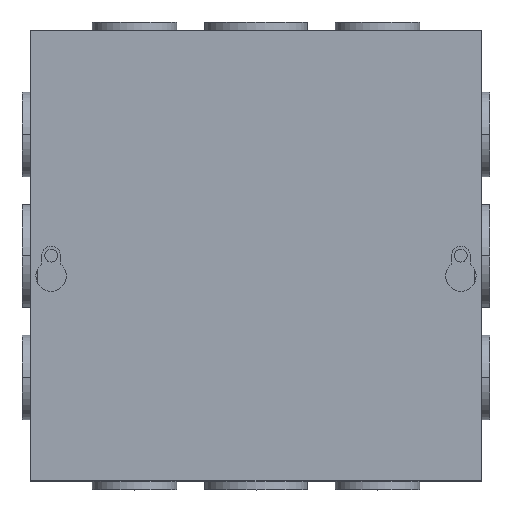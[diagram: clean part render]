
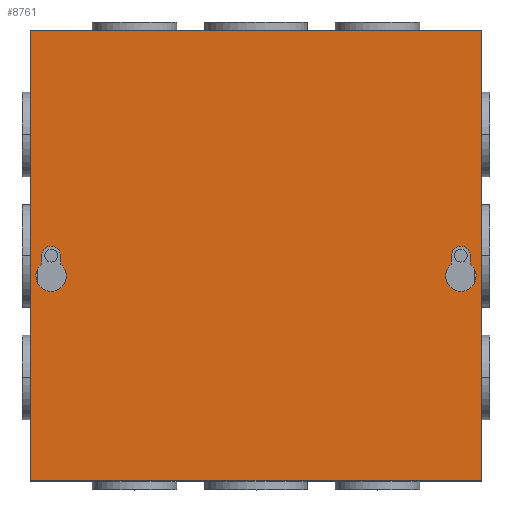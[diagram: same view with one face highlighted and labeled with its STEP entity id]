
A CAD part, top view. The second image highlights one B-rep face of the part: STEP entity #8761.
In plain terms, the highlighted planar face has unit normal (0, 0, 1).
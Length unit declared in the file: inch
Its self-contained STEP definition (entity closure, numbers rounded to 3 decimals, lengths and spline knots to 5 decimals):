
#33 = VECTOR ( 'NONE', #4184, 39.37008 ) ;
#52 = ORIENTED_EDGE ( 'NONE', *, *, #8825, .T. ) ;
#125 = VECTOR ( 'NONE', #2547, 39.37008 ) ;
#258 = VERTEX_POINT ( 'NONE', #4377 ) ;
#311 = CARTESIAN_POINT ( 'NONE',  ( 2.855, 0., 4.057 ) ) ;
#348 = DIRECTION ( 'NONE',  ( 1., 0., 0. ) ) ;
#428 = CARTESIAN_POINT ( 'NONE',  ( -3., -3., 4.057 ) ) ;
#468 = LINE ( 'NONE', #6341, #3921 ) ;
#479 = CARTESIAN_POINT ( 'NONE',  ( -2.605, 0., 4.057 ) ) ;
#502 = EDGE_CURVE ( 'NONE', #5555, #8858, #468, .T. ) ;
#582 = FACE_BOUND ( 'NONE', #3462, .T. ) ;
#589 = VERTEX_POINT ( 'NONE', #1792 ) ;
#680 = ORIENTED_EDGE ( 'NONE', *, *, #4007, .T. ) ;
#793 = EDGE_CURVE ( 'NONE', #8983, #7713, #6779, .T. ) ;
#806 = ORIENTED_EDGE ( 'NONE', *, *, #4430, .T. ) ;
#910 = DIRECTION ( 'NONE',  ( 1., 0., 0. ) ) ;
#969 = DIRECTION ( 'NONE',  ( 0., 0., -1. ) ) ;
#995 = ORIENTED_EDGE ( 'NONE', *, *, #3859, .T. ) ;
#1010 = CARTESIAN_POINT ( 'NONE',  ( -2.605, -0.11205, 4.057 ) ) ;
#1028 = VECTOR ( 'NONE', #7616, 39.37008 ) ;
#1043 = DIRECTION ( 'NONE',  ( 0., 0., -1. ) ) ;
#1249 = DIRECTION ( 'NONE',  ( 1., 0., 0. ) ) ;
#1370 = PLANE ( 'NONE',  #9099 ) ;
#1460 = AXIS2_PLACEMENT_3D ( 'NONE', #2745, #5745, #3438 ) ;
#1556 = AXIS2_PLACEMENT_3D ( 'NONE', #8948, #6627, #1249 ) ;
#1558 = CARTESIAN_POINT ( 'NONE',  ( -2.933, -0.272, 4.057 ) ) ;
#1597 = LINE ( 'NONE', #4607, #1028 ) ;
#1613 = DIRECTION ( 'NONE',  ( 0., -1., 0. ) ) ;
#1665 = CIRCLE ( 'NONE', #3879, 0.125 ) ;
#1780 = VERTEX_POINT ( 'NONE', #311 ) ;
#1792 = CARTESIAN_POINT ( 'NONE',  ( 2.527, -0.272, 4.057 ) ) ;
#1800 = LINE ( 'NONE', #428, #33 ) ;
#1943 = AXIS2_PLACEMENT_3D ( 'NONE', #3274, #8550, #6235 ) ;
#2027 = CARTESIAN_POINT ( 'NONE',  ( -2.73, -0.272, 4.057 ) ) ;
#2029 = VERTEX_POINT ( 'NONE', #6212 ) ;
#2057 = LINE ( 'NONE', #5116, #6103 ) ;
#2128 = ORIENTED_EDGE ( 'NONE', *, *, #5546, .T. ) ;
#2307 = CARTESIAN_POINT ( 'NONE',  ( 2.855, -3., 4.057 ) ) ;
#2378 = DIRECTION ( 'NONE',  ( 0., -1., 0. ) ) ;
#2382 = ORIENTED_EDGE ( 'NONE', *, *, #793, .T. ) ;
#2383 = CARTESIAN_POINT ( 'NONE',  ( 3., -3., 4.057 ) ) ;
#2468 = VERTEX_POINT ( 'NONE', #5361 ) ;
#2547 = DIRECTION ( 'NONE',  ( 1., 0., 0. ) ) ;
#2554 = AXIS2_PLACEMENT_3D ( 'NONE', #2027, #2773, #9584 ) ;
#2588 = DIRECTION ( 'NONE',  ( 0., 0., -1. ) ) ;
#2620 = ORIENTED_EDGE ( 'NONE', *, *, #8714, .T. ) ;
#2623 = EDGE_CURVE ( 'NONE', #6562, #5555, #4174, .T. ) ;
#2722 = EDGE_LOOP ( 'NONE', ( #680, #6329, #806, #4975, #2128, #5283 ) ) ;
#2745 = CARTESIAN_POINT ( 'NONE',  ( 2.73, -0.272, 4.057 ) ) ;
#2773 = DIRECTION ( 'NONE',  ( 0., 0., -1. ) ) ;
#2809 = AXIS2_PLACEMENT_3D ( 'NONE', #9048, #8302, #6549 ) ;
#2849 = ORIENTED_EDGE ( 'NONE', *, *, #7674, .T. ) ;
#2854 = DIRECTION ( 'NONE',  ( 1., 0., 0. ) ) ;
#3050 = CARTESIAN_POINT ( 'NONE',  ( -2.855, 0., 4.057 ) ) ;
#3274 = CARTESIAN_POINT ( 'NONE',  ( 2.73, -0.272, 4.057 ) ) ;
#3298 = DIRECTION ( 'NONE',  ( 0., 1., 0. ) ) ;
#3380 = CARTESIAN_POINT ( 'NONE',  ( -2.73, 0., 4.057 ) ) ;
#3438 = DIRECTION ( 'NONE',  ( 1., 0., 0. ) ) ;
#3462 = EDGE_LOOP ( 'NONE', ( #2382, #6075, #995, #7008, #52, #2849 ) ) ;
#3600 = CARTESIAN_POINT ( 'NONE',  ( -3., -3., 4.057 ) ) ;
#3608 = CIRCLE ( 'NONE', #1556, 0.125 ) ;
#3619 = CARTESIAN_POINT ( 'NONE',  ( -2.855, -0.11205, 4.057 ) ) ;
#3701 = EDGE_CURVE ( 'NONE', #9025, #2029, #4621, .T. ) ;
#3819 = CIRCLE ( 'NONE', #7924, 0.203 ) ;
#3859 = EDGE_CURVE ( 'NONE', #6852, #7573, #8865, .T. ) ;
#3879 = AXIS2_PLACEMENT_3D ( 'NONE', #3380, #2588, #910 ) ;
#3921 = VECTOR ( 'NONE', #5740, 39.37008 ) ;
#3941 = LINE ( 'NONE', #2307, #6975 ) ;
#3945 = EDGE_CURVE ( 'NONE', #7713, #6852, #3819, .T. ) ;
#3970 = VERTEX_POINT ( 'NONE', #3050 ) ;
#3989 = DIRECTION ( 'NONE',  ( 1., 0., 0. ) ) ;
#4007 = EDGE_CURVE ( 'NONE', #1780, #9025, #3941, .T. ) ;
#4012 = CARTESIAN_POINT ( 'NONE',  ( 2.73, -0.272, 4.057 ) ) ;
#4174 = LINE ( 'NONE', #6400, #125 ) ;
#4181 = EDGE_CURVE ( 'NONE', #6331, #6562, #1800, .T. ) ;
#4184 = DIRECTION ( 'NONE',  ( 0., -1., 0. ) ) ;
#4377 = CARTESIAN_POINT ( 'NONE',  ( 2.605, -0.11205, 4.057 ) ) ;
#4430 = EDGE_CURVE ( 'NONE', #2029, #589, #4928, .T. ) ;
#4607 = CARTESIAN_POINT ( 'NONE',  ( 2.605, -3., 4.057 ) ) ;
#4621 = CIRCLE ( 'NONE', #1943, 0.203 ) ;
#4674 = CARTESIAN_POINT ( 'NONE',  ( -2.855, -3., 4.057 ) ) ;
#4928 = CIRCLE ( 'NONE', #1460, 0.203 ) ;
#4975 = ORIENTED_EDGE ( 'NONE', *, *, #8033, .T. ) ;
#5114 = VERTEX_POINT ( 'NONE', #3619 ) ;
#5116 = CARTESIAN_POINT ( 'NONE',  ( -3., 3., 4.057 ) ) ;
#5196 = ORIENTED_EDGE ( 'NONE', *, *, #2623, .T. ) ;
#5283 = ORIENTED_EDGE ( 'NONE', *, *, #9661, .T. ) ;
#5361 = CARTESIAN_POINT ( 'NONE',  ( 2.605, 0., 4.057 ) ) ;
#5546 = EDGE_CURVE ( 'NONE', #258, #2468, #1597, .T. ) ;
#5555 = VERTEX_POINT ( 'NONE', #2383 ) ;
#5691 = ORIENTED_EDGE ( 'NONE', *, *, #4181, .T. ) ;
#5740 = DIRECTION ( 'NONE',  ( 0., 1., 0. ) ) ;
#5745 = DIRECTION ( 'NONE',  ( 0., 0., -1. ) ) ;
#6075 = ORIENTED_EDGE ( 'NONE', *, *, #3945, .T. ) ;
#6103 = VECTOR ( 'NONE', #8082, 39.37008 ) ;
#6212 = CARTESIAN_POINT ( 'NONE',  ( 2.933, -0.272, 4.057 ) ) ;
#6235 = DIRECTION ( 'NONE',  ( 1., 0., 0. ) ) ;
#6329 = ORIENTED_EDGE ( 'NONE', *, *, #3701, .T. ) ;
#6331 = VERTEX_POINT ( 'NONE', #8310 ) ;
#6341 = CARTESIAN_POINT ( 'NONE',  ( 3., -3., 4.057 ) ) ;
#6400 = CARTESIAN_POINT ( 'NONE',  ( -3., -3., 4.057 ) ) ;
#6433 = ORIENTED_EDGE ( 'NONE', *, *, #502, .T. ) ;
#6549 = DIRECTION ( 'NONE',  ( 1., 0., 0. ) ) ;
#6557 = EDGE_LOOP ( 'NONE', ( #6433, #2620, #5691, #5196 ) ) ;
#6562 = VERTEX_POINT ( 'NONE', #8556 ) ;
#6610 = DIRECTION ( 'NONE',  ( 0., 0., 1. ) ) ;
#6627 = DIRECTION ( 'NONE',  ( 0., 0., -1. ) ) ;
#6650 = FACE_BOUND ( 'NONE', #2722, .T. ) ;
#6779 = LINE ( 'NONE', #9237, #9116 ) ;
#6852 = VERTEX_POINT ( 'NONE', #7605 ) ;
#6975 = VECTOR ( 'NONE', #1613, 39.37008 ) ;
#7008 = ORIENTED_EDGE ( 'NONE', *, *, #9169, .T. ) ;
#7351 = FACE_OUTER_BOUND ( 'NONE', #6557, .T. ) ;
#7530 = VECTOR ( 'NONE', #3298, 39.37008 ) ;
#7573 = VERTEX_POINT ( 'NONE', #1558 ) ;
#7605 = CARTESIAN_POINT ( 'NONE',  ( -2.527, -0.272, 4.057 ) ) ;
#7616 = DIRECTION ( 'NONE',  ( 0., 1., 0. ) ) ;
#7674 = EDGE_CURVE ( 'NONE', #3970, #8983, #1665, .T. ) ;
#7713 = VERTEX_POINT ( 'NONE', #1010 ) ;
#7739 = CARTESIAN_POINT ( 'NONE',  ( -2.73, -0.272, 4.057 ) ) ;
#7783 = LINE ( 'NONE', #4674, #7530 ) ;
#7849 = CIRCLE ( 'NONE', #2809, 0.203 ) ;
#7924 = AXIS2_PLACEMENT_3D ( 'NONE', #7739, #969, #3989 ) ;
#8033 = EDGE_CURVE ( 'NONE', #589, #258, #9709, .T. ) ;
#8082 = DIRECTION ( 'NONE',  ( -1., 0., 0. ) ) ;
#8297 = AXIS2_PLACEMENT_3D ( 'NONE', #4012, #1043, #348 ) ;
#8302 = DIRECTION ( 'NONE',  ( 0., 0., -1. ) ) ;
#8310 = CARTESIAN_POINT ( 'NONE',  ( -3., 3., 4.057 ) ) ;
#8371 = CARTESIAN_POINT ( 'NONE',  ( 3., 3., 4.057 ) ) ;
#8550 = DIRECTION ( 'NONE',  ( 0., 0., -1. ) ) ;
#8556 = CARTESIAN_POINT ( 'NONE',  ( -3., -3., 4.057 ) ) ;
#8714 = EDGE_CURVE ( 'NONE', #8858, #6331, #2057, .T. ) ;
#8761 = ADVANCED_FACE ( 'NONE', ( #7351, #6650, #582 ), #1370, .T. ) ;
#8825 = EDGE_CURVE ( 'NONE', #5114, #3970, #7783, .T. ) ;
#8858 = VERTEX_POINT ( 'NONE', #8371 ) ;
#8865 = CIRCLE ( 'NONE', #2554, 0.203 ) ;
#8948 = CARTESIAN_POINT ( 'NONE',  ( 2.73, 0., 4.057 ) ) ;
#8983 = VERTEX_POINT ( 'NONE', #479 ) ;
#9025 = VERTEX_POINT ( 'NONE', #9359 ) ;
#9048 = CARTESIAN_POINT ( 'NONE',  ( -2.73, -0.272, 4.057 ) ) ;
#9099 = AXIS2_PLACEMENT_3D ( 'NONE', #3600, #6610, #2854 ) ;
#9116 = VECTOR ( 'NONE', #2378, 39.37008 ) ;
#9169 = EDGE_CURVE ( 'NONE', #7573, #5114, #7849, .T. ) ;
#9237 = CARTESIAN_POINT ( 'NONE',  ( -2.605, -3., 4.057 ) ) ;
#9359 = CARTESIAN_POINT ( 'NONE',  ( 2.855, -0.11205, 4.057 ) ) ;
#9584 = DIRECTION ( 'NONE',  ( 1., 0., 0. ) ) ;
#9661 = EDGE_CURVE ( 'NONE', #2468, #1780, #3608, .T. ) ;
#9709 = CIRCLE ( 'NONE', #8297, 0.203 ) ;
